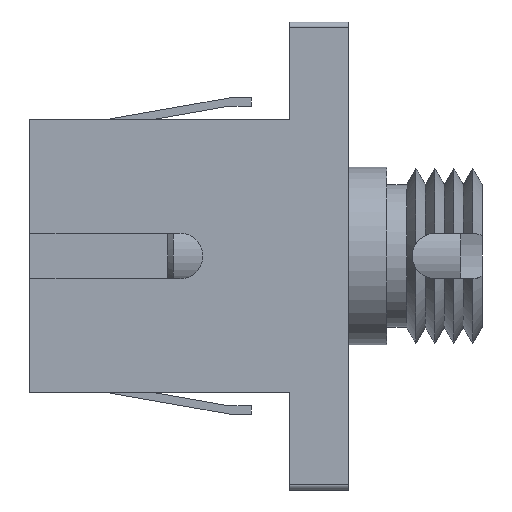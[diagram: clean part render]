
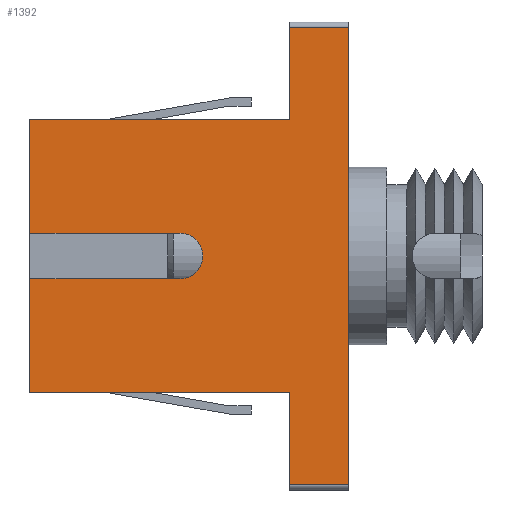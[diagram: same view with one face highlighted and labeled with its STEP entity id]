
A CAD part, left-side view. The second image highlights one B-rep face of the part: STEP entity #1392.
In plain terms, the highlighted planar face has unit normal (-1, 0, 0).
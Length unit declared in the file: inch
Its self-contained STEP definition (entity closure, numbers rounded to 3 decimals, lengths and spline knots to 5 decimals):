
#16 = ORIENTED_EDGE ( 'NONE', *, *, #3602, .F. ) ;
#48 = CARTESIAN_POINT ( 'NONE',  ( -0.1825, 0.2575, -0.0425 ) ) ;
#93 = LINE ( 'NONE', #4450, #5751 ) ;
#117 = DIRECTION ( 'NONE',  ( 0., 0., -1. ) ) ;
#124 = DIRECTION ( 'NONE',  ( 0., -1., 0. ) ) ;
#196 = EDGE_CURVE ( 'NONE', #1518, #3603, #3367, .T. ) ;
#202 = CARTESIAN_POINT ( 'NONE',  ( -0.1825, 0.055, -0.2525 ) ) ;
#203 = CARTESIAN_POINT ( 'NONE',  ( -0.1825, 0.535, -0.2525 ) ) ;
#349 = CARTESIAN_POINT ( 'NONE',  ( -0.1825, 0.055, 0.423 ) ) ;
#353 = CARTESIAN_POINT ( 'NONE',  ( -0.1825, 0.535, 0.2525 ) ) ;
#375 = VECTOR ( 'NONE', #2411, 39.37008 ) ;
#379 = CARTESIAN_POINT ( 'NONE',  ( -0.1825, -0.055, 0.423 ) ) ;
#386 = DIRECTION ( 'NONE',  ( 1., 0., 0. ) ) ;
#436 = EDGE_CURVE ( 'NONE', #3177, #776, #3647, .T. ) ;
#564 = CARTESIAN_POINT ( 'NONE',  ( -0.1825, 0.535, -0.2525 ) ) ;
#606 = ORIENTED_EDGE ( 'NONE', *, *, #806, .F. ) ;
#615 = AXIS2_PLACEMENT_3D ( 'NONE', #3360, #5201, #117 ) ;
#676 = LINE ( 'NONE', #1446, #375 ) ;
#706 = CARTESIAN_POINT ( 'NONE',  ( -0.1825, 0.055, 0.433 ) ) ;
#776 = VERTEX_POINT ( 'NONE', #353 ) ;
#806 = EDGE_CURVE ( 'NONE', #1174, #3603, #2226, .T. ) ;
#840 = VECTOR ( 'NONE', #2954, 39.37008 ) ;
#903 = VERTEX_POINT ( 'NONE', #5894 ) ;
#976 = VERTEX_POINT ( 'NONE', #3946 ) ;
#1003 = VECTOR ( 'NONE', #5637, 39.37008 ) ;
#1010 = VECTOR ( 'NONE', #3552, 39.37008 ) ;
#1110 = EDGE_CURVE ( 'NONE', #1932, #3177, #1572, .T. ) ;
#1174 = VERTEX_POINT ( 'NONE', #3290 ) ;
#1237 = CIRCLE ( 'NONE', #615, 0.0425 ) ;
#1336 = VECTOR ( 'NONE', #4485, 39.37008 ) ;
#1349 = VECTOR ( 'NONE', #124, 39.37008 ) ;
#1359 = FACE_OUTER_BOUND ( 'NONE', #4676, .T. ) ;
#1392 = ADVANCED_FACE ( 'NONE', ( #1359 ), #4891, .F. ) ;
#1446 = CARTESIAN_POINT ( 'NONE',  ( -0.1825, 0.055, -0.423 ) ) ;
#1518 = VERTEX_POINT ( 'NONE', #5535 ) ;
#1572 = LINE ( 'NONE', #5334, #4495 ) ;
#1660 = ORIENTED_EDGE ( 'NONE', *, *, #5352, .F. ) ;
#1835 = CARTESIAN_POINT ( 'NONE',  ( -0.1825, 0.535, -0.0425 ) ) ;
#1932 = VERTEX_POINT ( 'NONE', #5002 ) ;
#2081 = LINE ( 'NONE', #48, #1349 ) ;
#2124 = DIRECTION ( 'NONE',  ( 0., -1., 0. ) ) ;
#2159 = EDGE_CURVE ( 'NONE', #1174, #976, #676, .T. ) ;
#2189 = EDGE_CURVE ( 'NONE', #4013, #4824, #2496, .T. ) ;
#2193 = ORIENTED_EDGE ( 'NONE', *, *, #2189, .F. ) ;
#2226 = LINE ( 'NONE', #5808, #1010 ) ;
#2274 = CARTESIAN_POINT ( 'NONE',  ( -0.1825, 0.055, 0.2525 ) ) ;
#2336 = VERTEX_POINT ( 'NONE', #379 ) ;
#2411 = DIRECTION ( 'NONE',  ( 0., -1., 0. ) ) ;
#2496 = LINE ( 'NONE', #706, #1003 ) ;
#2580 = ORIENTED_EDGE ( 'NONE', *, *, #3674, .T. ) ;
#2597 = ORIENTED_EDGE ( 'NONE', *, *, #5310, .F. ) ;
#2692 = ORIENTED_EDGE ( 'NONE', *, *, #2159, .T. ) ;
#2882 = VERTEX_POINT ( 'NONE', #1835 ) ;
#2911 = DIRECTION ( 'NONE',  ( 0., -1., 0. ) ) ;
#2954 = DIRECTION ( 'NONE',  ( 0., 0., 1. ) ) ;
#3028 = DIRECTION ( 'NONE',  ( 0., 0., 1. ) ) ;
#3102 = DIRECTION ( 'NONE',  ( 0., 0., -1. ) ) ;
#3177 = VERTEX_POINT ( 'NONE', #4541 ) ;
#3265 = LINE ( 'NONE', #3364, #840 ) ;
#3290 = CARTESIAN_POINT ( 'NONE',  ( -0.1825, 0.055, -0.423 ) ) ;
#3360 = CARTESIAN_POINT ( 'NONE',  ( -0.1825, 0.2575, 0. ) ) ;
#3364 = CARTESIAN_POINT ( 'NONE',  ( -0.1825, 0.535, -0.2525 ) ) ;
#3367 = LINE ( 'NONE', #203, #3654 ) ;
#3552 = DIRECTION ( 'NONE',  ( 0., 0., 1. ) ) ;
#3602 = EDGE_CURVE ( 'NONE', #903, #1932, #1237, .T. ) ;
#3603 = VERTEX_POINT ( 'NONE', #202 ) ;
#3647 = LINE ( 'NONE', #564, #5561 ) ;
#3653 = ORIENTED_EDGE ( 'NONE', *, *, #436, .F. ) ;
#3654 = VECTOR ( 'NONE', #2911, 39.37008 ) ;
#3674 = EDGE_CURVE ( 'NONE', #976, #2336, #4960, .T. ) ;
#3887 = EDGE_CURVE ( 'NONE', #2336, #4824, #4954, .T. ) ;
#3946 = CARTESIAN_POINT ( 'NONE',  ( -0.1825, -0.055, -0.423 ) ) ;
#4013 = VERTEX_POINT ( 'NONE', #2274 ) ;
#4450 = CARTESIAN_POINT ( 'NONE',  ( -0.1825, 0.535, 0.2525 ) ) ;
#4485 = DIRECTION ( 'NONE',  ( 0., 1., 0. ) ) ;
#4495 = VECTOR ( 'NONE', #5348, 39.37008 ) ;
#4541 = CARTESIAN_POINT ( 'NONE',  ( -0.1825, 0.535, 0.0425 ) ) ;
#4667 = ORIENTED_EDGE ( 'NONE', *, *, #196, .T. ) ;
#4676 = EDGE_LOOP ( 'NONE', ( #2580, #5332, #2193, #1660, #3653, #5168, #16, #5301, #2597, #4667, #606, #2692 ) ) ;
#4824 = VERTEX_POINT ( 'NONE', #5277 ) ;
#4888 = VECTOR ( 'NONE', #3028, 39.37008 ) ;
#4891 = PLANE ( 'NONE',  #5167 ) ;
#4954 = LINE ( 'NONE', #349, #1336 ) ;
#4960 = LINE ( 'NONE', #5744, #4888 ) ;
#5002 = CARTESIAN_POINT ( 'NONE',  ( -0.1825, 0.2575, 0.0425 ) ) ;
#5134 = EDGE_CURVE ( 'NONE', #2882, #903, #2081, .T. ) ;
#5167 = AXIS2_PLACEMENT_3D ( 'NONE', #5862, #386, #3102 ) ;
#5168 = ORIENTED_EDGE ( 'NONE', *, *, #1110, .F. ) ;
#5201 = DIRECTION ( 'NONE',  ( -1., 0., 0. ) ) ;
#5277 = CARTESIAN_POINT ( 'NONE',  ( -0.1825, 0.055, 0.423 ) ) ;
#5301 = ORIENTED_EDGE ( 'NONE', *, *, #5134, .F. ) ;
#5310 = EDGE_CURVE ( 'NONE', #1518, #2882, #3265, .T. ) ;
#5332 = ORIENTED_EDGE ( 'NONE', *, *, #3887, .T. ) ;
#5334 = CARTESIAN_POINT ( 'NONE',  ( -0.1825, 0.2575, 0.0425 ) ) ;
#5348 = DIRECTION ( 'NONE',  ( 0., 1., 0. ) ) ;
#5352 = EDGE_CURVE ( 'NONE', #776, #4013, #93, .T. ) ;
#5535 = CARTESIAN_POINT ( 'NONE',  ( -0.1825, 0.535, -0.2525 ) ) ;
#5561 = VECTOR ( 'NONE', #5593, 39.37008 ) ;
#5593 = DIRECTION ( 'NONE',  ( 0., 0., 1. ) ) ;
#5637 = DIRECTION ( 'NONE',  ( 0., 0., 1. ) ) ;
#5744 = CARTESIAN_POINT ( 'NONE',  ( -0.1825, -0.055, 0.433 ) ) ;
#5751 = VECTOR ( 'NONE', #2124, 39.37008 ) ;
#5808 = CARTESIAN_POINT ( 'NONE',  ( -0.1825, 0.055, 0.433 ) ) ;
#5862 = CARTESIAN_POINT ( 'NONE',  ( -0.1825, 0.055, 0.433 ) ) ;
#5894 = CARTESIAN_POINT ( 'NONE',  ( -0.1825, 0.2575, -0.0425 ) ) ;
